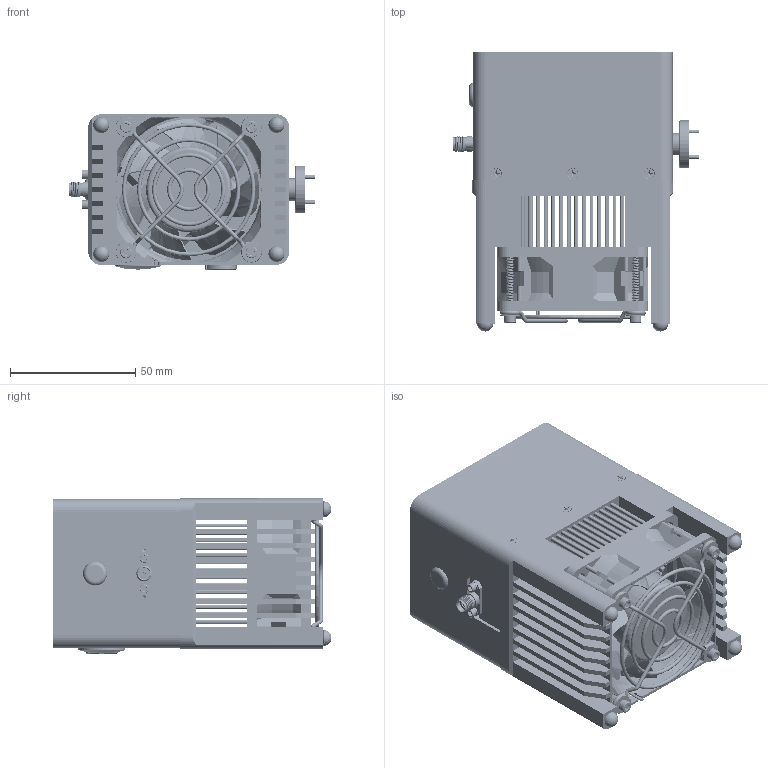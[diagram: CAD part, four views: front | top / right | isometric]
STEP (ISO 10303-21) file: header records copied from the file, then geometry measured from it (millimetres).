
FILE_DESCRIPTION (( 'STEP AP203' ), '1' );
FILE_NAME ('STE-KF612-16-S1-C.STEP', '2025-08-07T17:35:31', ( '' ), ( '' ), 'SwSTEP 2.0', 'SolidWorks 2021', '' );
FILE_SCHEMA (( 'CONFIG_CONTROL_DESIGN' ));
Length unit declared in the file: inch
Products named in the file (1): STE-KF612-16-S1-C
Bounding box: 98.11 x 111.12 x 61.92 mm (x, y, z)
Volume: 153153.5 mm3; surface area: 157520.8 mm2
Topology: 70 solids, 70 shells, 7941 faces, 21513 edges, 14110 vertices
Faces by surface type: cylinder 3918, plane 3246, cone 454, bspline 196, torus 116, sphere 11
Entity records: 314634 total; most frequent: CARTESIAN_POINT 123608, ORIENTED_EDGE 42802, DIRECTION 37250, EDGE_CURVE 21401, VERTEX_POINT 14109, AXIS2_PLACEMENT_3D 12848, VECTOR 11554, LINE 11554
